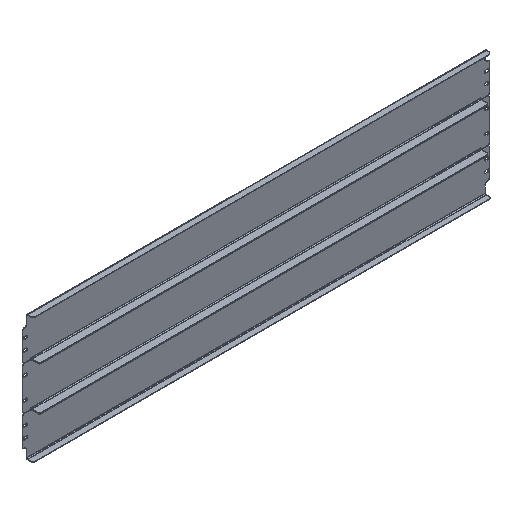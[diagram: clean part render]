
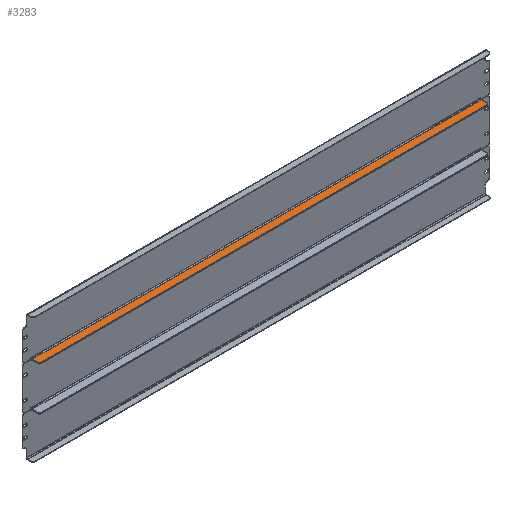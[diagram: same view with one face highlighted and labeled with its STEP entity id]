
A CAD part, isometric view. The second image highlights one B-rep face of the part: STEP entity #3283.
In plain terms, the highlighted planar face has unit normal (0, 0, 1).
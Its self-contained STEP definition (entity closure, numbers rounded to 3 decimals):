
#20 = EDGE_CURVE ( 'NONE', #1632, #1409, #2951, .T. ) ;
#53 = DIRECTION ( 'NONE',  ( 0., -1., 0. ) ) ;
#299 = VERTEX_POINT ( 'NONE', #1346 ) ;
#307 = CARTESIAN_POINT ( 'NONE',  ( 518.25, -15., -46.05 ) ) ;
#346 = ORIENTED_EDGE ( 'NONE', *, *, #1162, .T. ) ;
#359 = DIRECTION ( 'NONE',  ( 0., 1., 0. ) ) ;
#398 = LINE ( 'NONE', #1473, #2348 ) ;
#524 = FACE_OUTER_BOUND ( 'NONE', #1067, .T. ) ;
#631 = CARTESIAN_POINT ( 'NONE',  ( 513.25, -15., -46.05 ) ) ;
#884 = ORIENTED_EDGE ( 'NONE', *, *, #3203, .F. ) ;
#891 = CARTESIAN_POINT ( 'NONE',  ( -513.25, -15., -46.05 ) ) ;
#903 = CARTESIAN_POINT ( 'NONE',  ( 513.25, -20., -46.05 ) ) ;
#1033 = LINE ( 'NONE', #2650, #1832 ) ;
#1067 = EDGE_LOOP ( 'NONE', ( #2057, #3014, #2708, #3210, #346, #884 ) ) ;
#1141 = DIRECTION ( 'NONE',  ( 0., 1., 0. ) ) ;
#1162 = EDGE_CURVE ( 'NONE', #1409, #299, #398, .T. ) ;
#1235 = VERTEX_POINT ( 'NONE', #2869 ) ;
#1346 = CARTESIAN_POINT ( 'NONE',  ( 518.25, -3., -46.05 ) ) ;
#1360 = VERTEX_POINT ( 'NONE', #2669 ) ;
#1377 = CARTESIAN_POINT ( 'NONE',  ( -518.25, 0., -46.05 ) ) ;
#1409 = VERTEX_POINT ( 'NONE', #307 ) ;
#1473 = CARTESIAN_POINT ( 'NONE',  ( 518.25, 0., -46.05 ) ) ;
#1478 = AXIS2_PLACEMENT_3D ( 'NONE', #631, #1720, #359 ) ;
#1505 = AXIS2_PLACEMENT_3D ( 'NONE', #2134, #3427, #3213 ) ;
#1632 = VERTEX_POINT ( 'NONE', #903 ) ;
#1688 = LINE ( 'NONE', #1377, #3055 ) ;
#1720 = DIRECTION ( 'NONE',  ( 0., 0., 1. ) ) ;
#1832 = VECTOR ( 'NONE', #2631, 1000. ) ;
#1855 = VECTOR ( 'NONE', #3227, 1000. ) ;
#1967 = CIRCLE ( 'NONE', #2592, 5. ) ;
#2057 = ORIENTED_EDGE ( 'NONE', *, *, #2767, .T. ) ;
#2134 = CARTESIAN_POINT ( 'NONE',  ( 0., 0., -46.05 ) ) ;
#2152 = CARTESIAN_POINT ( 'NONE',  ( -518.25, -3., -46.05 ) ) ;
#2209 = DIRECTION ( 'NONE',  ( 0., 0., 1. ) ) ;
#2348 = VECTOR ( 'NONE', #1141, 1000. ) ;
#2411 = LINE ( 'NONE', #3495, #1855 ) ;
#2592 = AXIS2_PLACEMENT_3D ( 'NONE', #891, #2209, #3289 ) ;
#2631 = DIRECTION ( 'NONE',  ( 1., 0., 0. ) ) ;
#2650 = CARTESIAN_POINT ( 'NONE',  ( -518.25, -3., -46.05 ) ) ;
#2669 = CARTESIAN_POINT ( 'NONE',  ( -513.25, -20., -46.05 ) ) ;
#2683 = EDGE_CURVE ( 'NONE', #1360, #1632, #2411, .T. ) ;
#2708 = ORIENTED_EDGE ( 'NONE', *, *, #2683, .T. ) ;
#2767 = EDGE_CURVE ( 'NONE', #3224, #1235, #1688, .T. ) ;
#2869 = CARTESIAN_POINT ( 'NONE',  ( -518.25, -15., -46.05 ) ) ;
#2951 = CIRCLE ( 'NONE', #1478, 5. ) ;
#2983 = EDGE_CURVE ( 'NONE', #1235, #1360, #1967, .T. ) ;
#3014 = ORIENTED_EDGE ( 'NONE', *, *, #2983, .T. ) ;
#3055 = VECTOR ( 'NONE', #53, 1000. ) ;
#3203 = EDGE_CURVE ( 'NONE', #3224, #299, #1033, .T. ) ;
#3210 = ORIENTED_EDGE ( 'NONE', *, *, #20, .T. ) ;
#3213 = DIRECTION ( 'NONE',  ( 0., 1., 0. ) ) ;
#3224 = VERTEX_POINT ( 'NONE', #2152 ) ;
#3227 = DIRECTION ( 'NONE',  ( 1., 0., 0. ) ) ;
#3283 = ADVANCED_FACE ( 'NONE', ( #524 ), #3463, .F. ) ;
#3289 = DIRECTION ( 'NONE',  ( 0., 1., 0. ) ) ;
#3427 = DIRECTION ( 'NONE',  ( 0., 0., -1. ) ) ;
#3463 = PLANE ( 'NONE',  #1505 ) ;
#3495 = CARTESIAN_POINT ( 'NONE',  ( 0., -20., -46.05 ) ) ;
